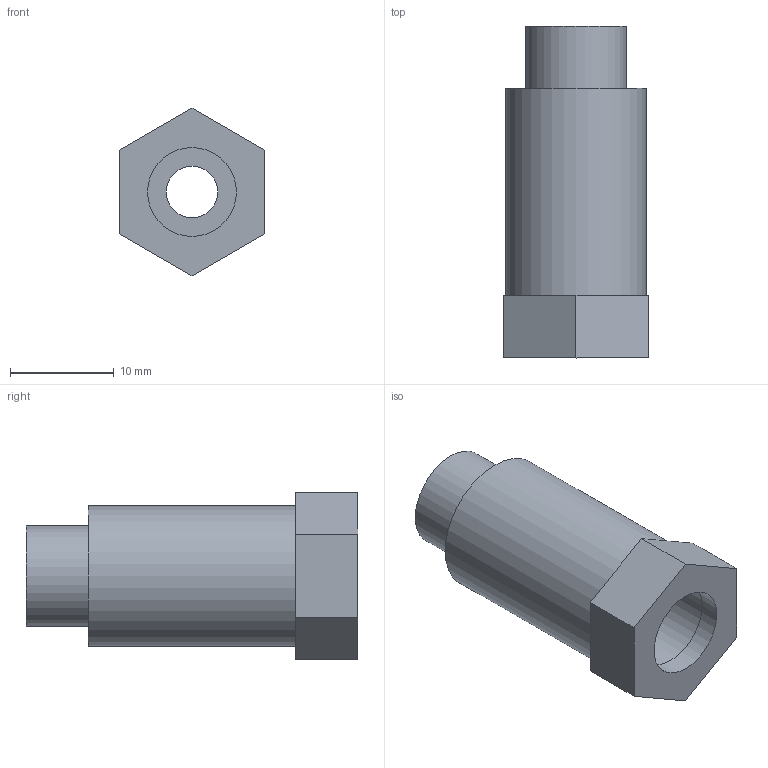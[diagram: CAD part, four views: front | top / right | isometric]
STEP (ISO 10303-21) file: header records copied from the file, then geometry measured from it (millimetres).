
FILE_DESCRIPTION(/* description */ ('Unknown'),/* implementation_level */ '2;1');
FILE_NAME(/* name */ 'A25.1;8.L32',/* time_stamp */ '2021-05-11T09:50:19-04:00',/* author */ ('Unknown'),/* organization */ ('Unknown'),/* preprocessor_version */ 'ST-DEVELOPER v16.7',/* originating_system */ 'Solid Edge',/* authorisation */ 'Unknown');
FILE_SCHEMA (('AUTOMOTIVE_DESIGN {1 0 10303 214 3 1 1}'));
Length unit declared in the file: millimetre
Products named in the file (1): A25.1;8.L32
Bounding box: 14 x 32 x 16.17 mm (x, y, z)
Volume: 2751.2 mm3; surface area: 2414.3 mm2
Topology: 1 solids, 1 shells, 16 faces, 34 edges, 23 vertices
Faces by surface type: plane 11, cylinder 5
Full cylindrical faces by diameter (mm): 5 x1, 8.566 x2, 9.728 x1, 13.55 x1
Entity records: 532 total; most frequent: DIRECTION 70, CARTESIAN_POINT 65, ORIENTED_EDGE 54, EDGE_CURVE 27, EDGE_LOOP 26, FACE_BOUND 26, AXIS2_PLACEMENT_3D 26, VERTEX_POINT 21
